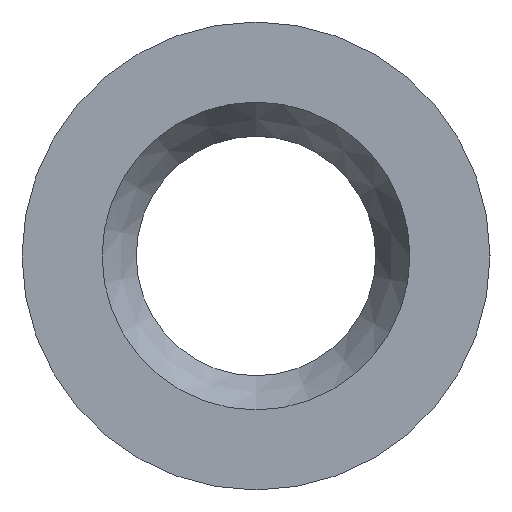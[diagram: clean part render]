
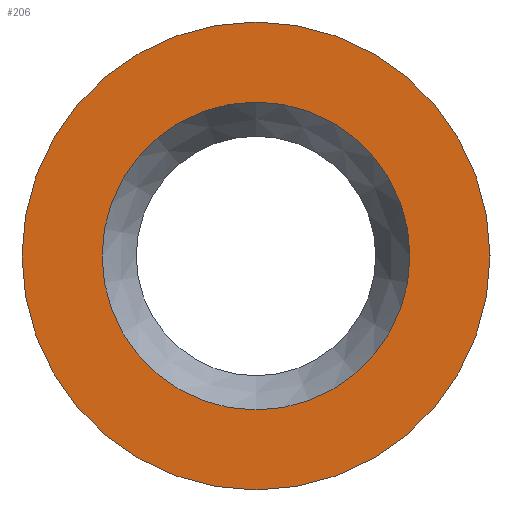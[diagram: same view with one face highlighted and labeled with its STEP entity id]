
A CAD part, left-side view. The second image highlights one B-rep face of the part: STEP entity #206.
In plain terms, the highlighted planar face has unit normal (-1, 0, 0).
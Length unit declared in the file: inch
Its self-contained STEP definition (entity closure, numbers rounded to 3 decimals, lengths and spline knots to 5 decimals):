
#2 = EDGE_CURVE ( 'NONE', #95, #95, #215, .T. ) ;
#9 = DIRECTION ( 'NONE',  ( 1., 0., 0. ) ) ;
#10 = DIRECTION ( 'NONE',  ( 0., 0., 1. ) ) ;
#39 = FACE_BOUND ( 'NONE', #148, .T. ) ;
#42 = ORIENTED_EDGE ( 'NONE', *, *, #2, .T. ) ;
#56 = VERTEX_POINT ( 'NONE', #222 ) ;
#94 = DIRECTION ( 'NONE',  ( 0., 0., -1. ) ) ;
#95 = VERTEX_POINT ( 'NONE', #139 ) ;
#103 = PLANE ( 'NONE',  #203 ) ;
#110 = AXIS2_PLACEMENT_3D ( 'NONE', #234, #174, #94 ) ;
#112 = CIRCLE ( 'NONE', #135, 1.30049 ) ;
#119 = CARTESIAN_POINT ( 'NONE',  ( -1.9685, 0., 0. ) ) ;
#135 = AXIS2_PLACEMENT_3D ( 'NONE', #119, #9, #137 ) ;
#137 = DIRECTION ( 'NONE',  ( 0., 0., 1. ) ) ;
#139 = CARTESIAN_POINT ( 'NONE',  ( -1.9685, 0., -1.97638 ) ) ;
#148 = EDGE_LOOP ( 'NONE', ( #244 ) ) ;
#154 = CARTESIAN_POINT ( 'NONE',  ( -1.9685, 1.49409, 0. ) ) ;
#166 = EDGE_CURVE ( 'NONE', #56, #56, #112, .T. ) ;
#174 = DIRECTION ( 'NONE',  ( -1., 0., 0. ) ) ;
#201 = FACE_OUTER_BOUND ( 'NONE', #218, .T. ) ;
#203 = AXIS2_PLACEMENT_3D ( 'NONE', #154, #237, #10 ) ;
#206 = ADVANCED_FACE ( 'NONE', ( #39, #201 ), #103, .T. ) ;
#215 = CIRCLE ( 'NONE', #110, 1.97638 ) ;
#218 = EDGE_LOOP ( 'NONE', ( #42 ) ) ;
#222 = CARTESIAN_POINT ( 'NONE',  ( -1.9685, 0., 1.30049 ) ) ;
#234 = CARTESIAN_POINT ( 'NONE',  ( -1.9685, 0., 0. ) ) ;
#237 = DIRECTION ( 'NONE',  ( -1., 0., 0. ) ) ;
#244 = ORIENTED_EDGE ( 'NONE', *, *, #166, .T. ) ;
